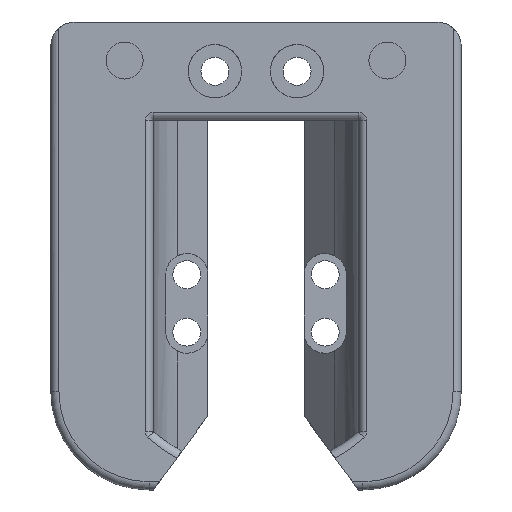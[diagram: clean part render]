
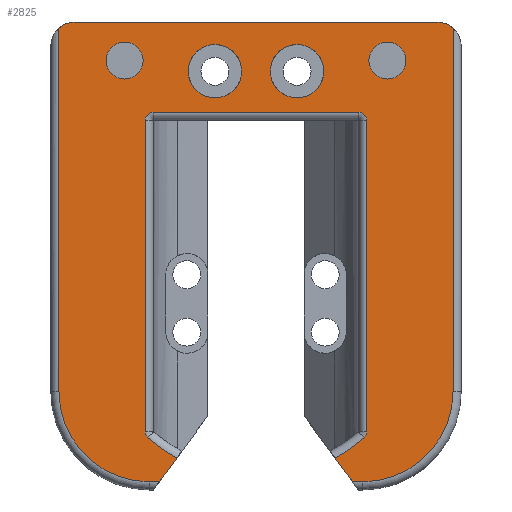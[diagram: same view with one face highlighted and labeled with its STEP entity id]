
A CAD part, front view. The second image highlights one B-rep face of the part: STEP entity #2825.
In plain terms, the highlighted planar face has unit normal (0, -1, 0).
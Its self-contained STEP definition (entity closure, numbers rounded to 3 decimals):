
#80=PLANE('',#3044);
#314=LINE('',#5643,#511);
#315=LINE('',#5646,#512);
#316=LINE('',#5650,#513);
#317=LINE('',#5654,#514);
#318=LINE('',#5658,#515);
#319=LINE('',#5662,#516);
#320=LINE('',#5664,#517);
#321=LINE('',#5670,#518);
#322=LINE('',#5674,#519);
#323=LINE('',#5678,#520);
#511=VECTOR('',#3540,1000.);
#512=VECTOR('',#3541,1000.);
#513=VECTOR('',#3544,1000.);
#514=VECTOR('',#3547,1000.);
#515=VECTOR('',#3550,1000.);
#516=VECTOR('',#3553,1000.);
#517=VECTOR('',#3554,1000.);
#518=VECTOR('',#3559,1000.);
#519=VECTOR('',#3562,1000.);
#520=VECTOR('',#3565,1000.);
#870=ORIENTED_EDGE('',*,*,#1646,.F.);
#871=ORIENTED_EDGE('',*,*,#1647,.T.);
#872=ORIENTED_EDGE('',*,*,#1648,.T.);
#873=ORIENTED_EDGE('',*,*,#1649,.T.);
#874=ORIENTED_EDGE('',*,*,#1650,.T.);
#875=ORIENTED_EDGE('',*,*,#1651,.T.);
#876=ORIENTED_EDGE('',*,*,#1652,.T.);
#877=ORIENTED_EDGE('',*,*,#1653,.T.);
#878=ORIENTED_EDGE('',*,*,#1654,.T.);
#879=ORIENTED_EDGE('',*,*,#1655,.T.);
#880=ORIENTED_EDGE('',*,*,#1656,.F.);
#881=ORIENTED_EDGE('',*,*,#1657,.T.);
#882=ORIENTED_EDGE('',*,*,#1658,.F.);
#883=ORIENTED_EDGE('',*,*,#1659,.T.);
#884=ORIENTED_EDGE('',*,*,#1660,.F.);
#885=ORIENTED_EDGE('',*,*,#1661,.T.);
#886=ORIENTED_EDGE('',*,*,#1662,.F.);
#887=ORIENTED_EDGE('',*,*,#1663,.T.);
#888=ORIENTED_EDGE('',*,*,#1664,.F.);
#889=ORIENTED_EDGE('',*,*,#1665,.T.);
#890=ORIENTED_EDGE('',*,*,#1478,.T.);
#891=ORIENTED_EDGE('',*,*,#1525,.T.);
#892=ORIENTED_EDGE('',*,*,#1666,.T.);
#893=ORIENTED_EDGE('',*,*,#1667,.T.);
#1478=EDGE_CURVE('',#1897,#1897,#2152,.T.);
#1525=EDGE_CURVE('',#1933,#1933,#2155,.T.);
#1646=EDGE_CURVE('',#2020,#2021,#314,.T.);
#1647=EDGE_CURVE('',#2020,#2022,#315,.T.);
#1648=EDGE_CURVE('',#2022,#2023,#2172,.T.);
#1649=EDGE_CURVE('',#2023,#2024,#316,.T.);
#1650=EDGE_CURVE('',#2024,#2025,#2173,.T.);
#1651=EDGE_CURVE('',#2025,#2026,#317,.T.);
#1652=EDGE_CURVE('',#2026,#2027,#2174,.T.);
#1653=EDGE_CURVE('',#2027,#2028,#318,.T.);
#1654=EDGE_CURVE('',#2028,#2029,#2175,.T.);
#1655=EDGE_CURVE('',#2029,#2030,#319,.T.);
#1656=EDGE_CURVE('',#2031,#2030,#320,.T.);
#1657=EDGE_CURVE('',#2031,#2032,#2176,.F.);
#1658=EDGE_CURVE('',#2033,#2032,#2177,.T.);
#1659=EDGE_CURVE('',#2033,#2034,#321,.F.);
#1660=EDGE_CURVE('',#2035,#2034,#2178,.T.);
#1661=EDGE_CURVE('',#2035,#2036,#322,.T.);
#1662=EDGE_CURVE('',#2037,#2036,#2179,.T.);
#1663=EDGE_CURVE('',#2037,#2038,#323,.T.);
#1664=EDGE_CURVE('',#2039,#2038,#2180,.T.);
#1665=EDGE_CURVE('',#2039,#2021,#2181,.F.);
#1666=EDGE_CURVE('',#2040,#2040,#2182,.T.);
#1667=EDGE_CURVE('',#2041,#2041,#2183,.T.);
#1897=VERTEX_POINT('',#4142);
#1933=VERTEX_POINT('',#4305);
#2020=VERTEX_POINT('',#5644);
#2021=VERTEX_POINT('',#5645);
#2022=VERTEX_POINT('',#5647);
#2023=VERTEX_POINT('',#5649);
#2024=VERTEX_POINT('',#5651);
#2025=VERTEX_POINT('',#5653);
#2026=VERTEX_POINT('',#5655);
#2027=VERTEX_POINT('',#5657);
#2028=VERTEX_POINT('',#5659);
#2029=VERTEX_POINT('',#5661);
#2030=VERTEX_POINT('',#5663);
#2031=VERTEX_POINT('',#5665);
#2032=VERTEX_POINT('',#5667);
#2033=VERTEX_POINT('',#5669);
#2034=VERTEX_POINT('',#5671);
#2035=VERTEX_POINT('',#5673);
#2036=VERTEX_POINT('',#5675);
#2037=VERTEX_POINT('',#5677);
#2038=VERTEX_POINT('',#5679);
#2039=VERTEX_POINT('',#5681);
#2040=VERTEX_POINT('',#5684);
#2041=VERTEX_POINT('',#5686);
#2152=CIRCLE('',#2969,3.25);
#2155=CIRCLE('',#2991,3.25);
#2172=CIRCLE('',#3045,11.);
#2173=CIRCLE('',#3046,3.);
#2174=CIRCLE('',#3047,3.);
#2175=CIRCLE('',#3048,11.);
#2176=CIRCLE('',#3049,20.2);
#2177=CIRCLE('',#3050,1.);
#2178=CIRCLE('',#3051,1.);
#2179=CIRCLE('',#3052,1.);
#2180=CIRCLE('',#3053,1.);
#2181=CIRCLE('',#3054,20.2);
#2182=CIRCLE('',#3055,2.25);
#2183=CIRCLE('',#3056,2.25);
#2330=EDGE_LOOP('',(#870,#871,#872,#873,#874,#875,#876,#877,#878,#879,#880,
#881,#882,#883,#884,#885,#886,#887,#888,#889));
#2331=EDGE_LOOP('',(#890));
#2332=EDGE_LOOP('',(#891));
#2333=EDGE_LOOP('',(#892));
#2334=EDGE_LOOP('',(#893));
#2549=FACE_BOUND('',#2330,.T.);
#2550=FACE_BOUND('',#2331,.T.);
#2551=FACE_BOUND('',#2332,.T.);
#2552=FACE_BOUND('',#2333,.T.);
#2553=FACE_BOUND('',#2334,.T.);
#2825=ADVANCED_FACE('',(#2549,#2550,#2551,#2552,#2553),#80,.T.);
#2969=AXIS2_PLACEMENT_3D('',#4141,#3297,#3298);
#2991=AXIS2_PLACEMENT_3D('',#4304,#3368,#3369);
#3044=AXIS2_PLACEMENT_3D('',#5642,#3538,#3539);
#3045=AXIS2_PLACEMENT_3D('',#5648,#3542,#3543);
#3046=AXIS2_PLACEMENT_3D('',#5652,#3545,#3546);
#3047=AXIS2_PLACEMENT_3D('',#5656,#3548,#3549);
#3048=AXIS2_PLACEMENT_3D('',#5660,#3551,#3552);
#3049=AXIS2_PLACEMENT_3D('',#5666,#3555,#3556);
#3050=AXIS2_PLACEMENT_3D('',#5668,#3557,#3558);
#3051=AXIS2_PLACEMENT_3D('',#5672,#3560,#3561);
#3052=AXIS2_PLACEMENT_3D('',#5676,#3563,#3564);
#3053=AXIS2_PLACEMENT_3D('',#5680,#3566,#3567);
#3054=AXIS2_PLACEMENT_3D('',#5682,#3568,#3569);
#3055=AXIS2_PLACEMENT_3D('',#5683,#3570,#3571);
#3056=AXIS2_PLACEMENT_3D('',#5685,#3572,#3573);
#3297=DIRECTION('',(0.,1.,0.));
#3298=DIRECTION('',(0.,0.,-1.));
#3368=DIRECTION('',(0.,1.,0.));
#3369=DIRECTION('',(0.,0.,-1.));
#3538=DIRECTION('',(0.,-1.,0.));
#3539=DIRECTION('',(0.,0.,-1.));
#3540=DIRECTION('',(-0.592,0.,0.806));
#3541=DIRECTION('',(1.,0.,0.));
#3542=DIRECTION('',(0.,-1.,0.));
#3543=DIRECTION('',(0.,0.,-1.));
#3544=DIRECTION('',(0.,0.,1.));
#3545=DIRECTION('',(0.,-1.,0.));
#3546=DIRECTION('',(0.,0.,-1.));
#3547=DIRECTION('',(-1.,0.,0.));
#3548=DIRECTION('',(0.,-1.,0.));
#3549=DIRECTION('',(0.,0.,-1.));
#3550=DIRECTION('',(0.,0.,-1.));
#3551=DIRECTION('',(0.,-1.,0.));
#3552=DIRECTION('',(0.,0.,-1.));
#3553=DIRECTION('',(1.,0.,0.));
#3554=DIRECTION('',(-0.592,0.,-0.806));
#3555=DIRECTION('',(0.,-1.,0.));
#3556=DIRECTION('',(0.,0.,-1.));
#3557=DIRECTION('',(0.,-1.,0.));
#3558=DIRECTION('',(0.,0.,-1.));
#3559=DIRECTION('',(0.,0.,-1.));
#3560=DIRECTION('',(0.,-1.,0.));
#3561=DIRECTION('',(0.,0.,-1.));
#3562=DIRECTION('',(1.,0.,0.));
#3563=DIRECTION('',(0.,-1.,0.));
#3564=DIRECTION('',(0.,0.,-1.));
#3565=DIRECTION('',(0.,0.,-1.));
#3566=DIRECTION('',(0.,-1.,0.));
#3567=DIRECTION('',(0.,0.,-1.));
#3568=DIRECTION('',(0.,-1.,0.));
#3569=DIRECTION('',(0.,0.,-1.));
#3570=DIRECTION('',(0.,1.,0.));
#3571=DIRECTION('',(0.,0.,-1.));
#3572=DIRECTION('',(0.,1.,0.));
#3573=DIRECTION('',(0.,0.,-1.));
#4141=CARTESIAN_POINT('',(5.,0.,22.5));
#4142=CARTESIAN_POINT('',(5.,0.,19.25));
#4304=CARTESIAN_POINT('',(-5.,0.,22.5));
#4305=CARTESIAN_POINT('',(-5.,0.,19.25));
#5642=CARTESIAN_POINT('',(0.,0.,0.));
#5643=CARTESIAN_POINT('',(0.,0.,-11.5));
#5644=CARTESIAN_POINT('',(11.765,0.,-27.5));
#5645=CARTESIAN_POINT('',(9.629,0.,-24.596));
#5646=CARTESIAN_POINT('',(0.,0.,-27.5));
#5647=CARTESIAN_POINT('',(13.,0.,-27.5));
#5648=CARTESIAN_POINT('',(13.,0.,-16.5));
#5649=CARTESIAN_POINT('',(24.,0.,-16.5));
#5650=CARTESIAN_POINT('',(24.,0.,0.));
#5651=CARTESIAN_POINT('',(24.,0.,27.736));
#5652=CARTESIAN_POINT('',(22.,0.,25.5));
#5653=CARTESIAN_POINT('',(22.,0.,28.5));
#5654=CARTESIAN_POINT('',(25.,0.,28.5));
#5655=CARTESIAN_POINT('',(-22.,0.,28.5));
#5656=CARTESIAN_POINT('',(-22.,0.,25.5));
#5657=CARTESIAN_POINT('',(-24.,0.,27.736));
#5658=CARTESIAN_POINT('',(-24.,0.,0.));
#5659=CARTESIAN_POINT('',(-24.,0.,-16.5));
#5660=CARTESIAN_POINT('',(-13.,0.,-16.5));
#5661=CARTESIAN_POINT('',(-13.,0.,-27.5));
#5662=CARTESIAN_POINT('',(0.,0.,-27.5));
#5663=CARTESIAN_POINT('',(-11.765,0.,-27.5));
#5664=CARTESIAN_POINT('',(-12.5,0.,-28.5));
#5665=CARTESIAN_POINT('',(-9.629,0.,-24.596));
#5666=CARTESIAN_POINT('',(0.,0.,-6.838));
#5667=CARTESIAN_POINT('',(-13.151,0.,-22.171));
#5668=CARTESIAN_POINT('',(-12.5,0.,-21.412));
#5669=CARTESIAN_POINT('',(-13.5,0.,-21.412));
#5670=CARTESIAN_POINT('',(-13.5,0.,0.));
#5671=CARTESIAN_POINT('',(-13.5,0.,16.5));
#5672=CARTESIAN_POINT('',(-12.5,0.,16.5));
#5673=CARTESIAN_POINT('',(-12.5,0.,17.5));
#5674=CARTESIAN_POINT('',(12.5,0.,17.5));
#5675=CARTESIAN_POINT('',(12.5,0.,17.5));
#5676=CARTESIAN_POINT('',(12.5,0.,16.5));
#5677=CARTESIAN_POINT('',(13.5,0.,16.5));
#5678=CARTESIAN_POINT('',(13.5,0.,0.));
#5679=CARTESIAN_POINT('',(13.5,0.,-21.412));
#5680=CARTESIAN_POINT('',(12.5,0.,-21.412));
#5681=CARTESIAN_POINT('',(13.151,0.,-22.171));
#5682=CARTESIAN_POINT('',(0.,0.,-6.838));
#5683=CARTESIAN_POINT('',(16.,0.,23.8));
#5684=CARTESIAN_POINT('',(16.,0.,21.55));
#5685=CARTESIAN_POINT('',(-16.,0.,23.8));
#5686=CARTESIAN_POINT('',(-16.,0.,21.55));
